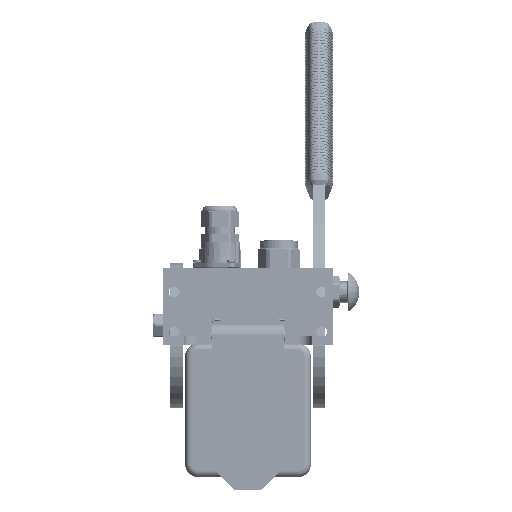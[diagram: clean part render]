
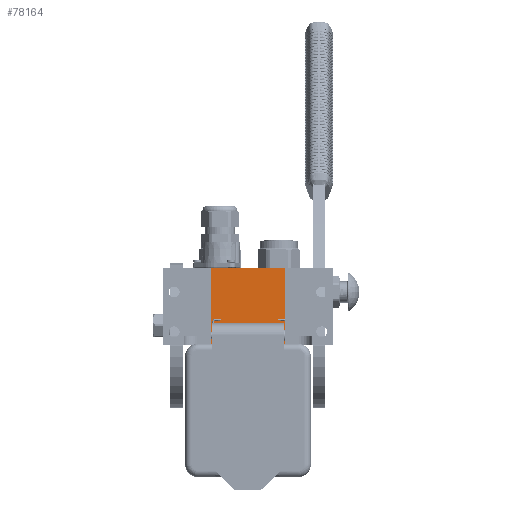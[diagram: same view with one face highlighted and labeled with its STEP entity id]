
A CAD part, left-side view. The second image highlights one B-rep face of the part: STEP entity #78164.
In plain terms, the highlighted face is planar.
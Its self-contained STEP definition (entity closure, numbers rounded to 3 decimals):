
#713 = EDGE_LOOP ( 'NONE', ( #107945, #194172, #94912, #151027 ) ) ;
#15982 = DIRECTION ( 'NONE',  ( -1., 0., 0. ) ) ;
#18649 = EDGE_CURVE ( 'NONE', #33596, #69713, #129517, .T. ) ;
#28311 = DIRECTION ( 'NONE',  ( 0., 1., 0. ) ) ;
#31481 = VERTEX_POINT ( 'NONE', #177093 ) ;
#32098 = FACE_OUTER_BOUND ( 'NONE', #713, .T. ) ;
#33596 = VERTEX_POINT ( 'NONE', #142081 ) ;
#41207 = DIRECTION ( 'NONE',  ( 0., 0., -1. ) ) ;
#41787 = VECTOR ( 'NONE', #174573, 1000. ) ;
#46331 = CARTESIAN_POINT ( 'NONE',  ( -29., 0., -107.5 ) ) ;
#47136 = VECTOR ( 'NONE', #15982, 1000. ) ;
#50504 = VERTEX_POINT ( 'NONE', #189698 ) ;
#53017 = LINE ( 'NONE', #74296, #155749 ) ;
#55262 = PLANE ( 'NONE',  #178400 ) ;
#58937 = DIRECTION ( 'NONE',  ( -1., 0., 0. ) ) ;
#60824 = LINE ( 'NONE', #111007, #150878 ) ;
#69713 = VERTEX_POINT ( 'NONE', #135241 ) ;
#70641 = CARTESIAN_POINT ( 'NONE',  ( 29., 0., -107.5 ) ) ;
#74296 = CARTESIAN_POINT ( 'NONE',  ( 29., 60.2, -107.5 ) ) ;
#78164 = ADVANCED_FACE ( 'NONE', ( #32098 ), #55262, .T. ) ;
#86834 = LINE ( 'NONE', #46331, #41787 ) ;
#94912 = ORIENTED_EDGE ( 'NONE', *, *, #152007, .F. ) ;
#100102 = EDGE_CURVE ( 'NONE', #50504, #31481, #53017, .T. ) ;
#107945 = ORIENTED_EDGE ( 'NONE', *, *, #144856, .T. ) ;
#111007 = CARTESIAN_POINT ( 'NONE',  ( 29., 0., -107.5 ) ) ;
#129517 = LINE ( 'NONE', #160467, #47136 ) ;
#135241 = CARTESIAN_POINT ( 'NONE',  ( -29., 0., -107.5 ) ) ;
#142081 = CARTESIAN_POINT ( 'NONE',  ( 29., 0., -107.5 ) ) ;
#144856 = EDGE_CURVE ( 'NONE', #69713, #31481, #86834, .T. ) ;
#150878 = VECTOR ( 'NONE', #28311, 1000. ) ;
#151027 = ORIENTED_EDGE ( 'NONE', *, *, #18649, .T. ) ;
#152007 = EDGE_CURVE ( 'NONE', #33596, #50504, #60824, .T. ) ;
#155749 = VECTOR ( 'NONE', #58937, 1000. ) ;
#160467 = CARTESIAN_POINT ( 'NONE',  ( 29., 0., -107.5 ) ) ;
#174573 = DIRECTION ( 'NONE',  ( 0., 1., 0. ) ) ;
#177093 = CARTESIAN_POINT ( 'NONE',  ( -29., 60.2, -107.5 ) ) ;
#178400 = AXIS2_PLACEMENT_3D ( 'NONE', #70641, #41207, #199703 ) ;
#189698 = CARTESIAN_POINT ( 'NONE',  ( 29., 60.2, -107.5 ) ) ;
#194172 = ORIENTED_EDGE ( 'NONE', *, *, #100102, .F. ) ;
#199703 = DIRECTION ( 'NONE',  ( -1., 0., 0. ) ) ;
